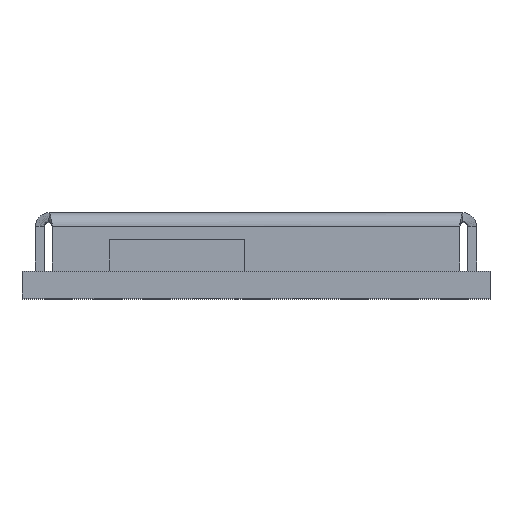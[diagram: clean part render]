
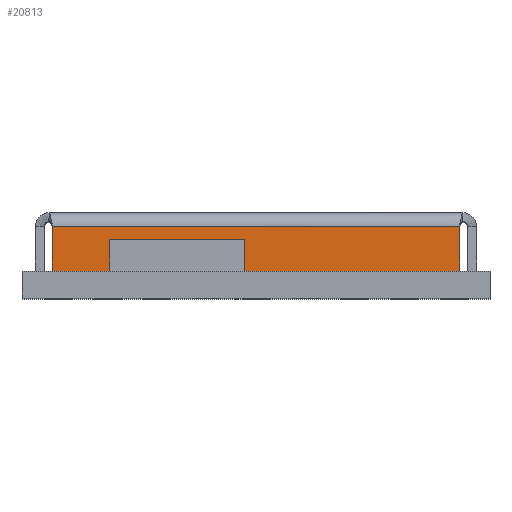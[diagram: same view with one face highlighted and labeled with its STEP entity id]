
A CAD part, top view. The second image highlights one B-rep face of the part: STEP entity #20813.
In plain terms, the highlighted planar face has unit normal (0, 0, 1).
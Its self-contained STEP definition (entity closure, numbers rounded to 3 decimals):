
#349 = DIRECTION ( 'NONE',  ( 0., 0., 1. ) ) ;
#1198 = EDGE_CURVE ( 'NONE', #11812, #12519, #15799, .T. ) ;
#1235 = VERTEX_POINT ( 'NONE', #22774 ) ;
#1373 = CARTESIAN_POINT ( 'NONE',  ( 0., 1.6, 6.75 ) ) ;
#2100 = DIRECTION ( 'NONE',  ( 0., 1., 0. ) ) ;
#2789 = CARTESIAN_POINT ( 'NONE',  ( -0.25, 0.6, 6.75 ) ) ;
#3088 = CARTESIAN_POINT ( 'NONE',  ( -4.523, 0.6, 6.75 ) ) ;
#3323 = ORIENTED_EDGE ( 'NONE', *, *, #17196, .F. ) ;
#3638 = LINE ( 'NONE', #18352, #22089 ) ;
#3812 = VERTEX_POINT ( 'NONE', #9807 ) ;
#4043 = EDGE_CURVE ( 'NONE', #1235, #17313, #16976, .T. ) ;
#4113 = ORIENTED_EDGE ( 'NONE', *, *, #22912, .T. ) ;
#5866 = CARTESIAN_POINT ( 'NONE',  ( -4.523, 1.7, 6.75 ) ) ;
#8319 = DIRECTION ( 'NONE',  ( -1., 0., 0. ) ) ;
#8454 = DIRECTION ( 'NONE',  ( 0., 1., 0. ) ) ;
#8810 = ORIENTED_EDGE ( 'NONE', *, *, #4043, .F. ) ;
#8967 = CARTESIAN_POINT ( 'NONE',  ( -3.25, 0.6, 6.75 ) ) ;
#9009 = ORIENTED_EDGE ( 'NONE', *, *, #18848, .F. ) ;
#9807 = CARTESIAN_POINT ( 'NONE',  ( -0.25, 1.3, 6.75 ) ) ;
#9834 = DIRECTION ( 'NONE',  ( -1., 0., 0. ) ) ;
#10354 = VERTEX_POINT ( 'NONE', #3088 ) ;
#10532 = EDGE_CURVE ( 'NONE', #10614, #3812, #18330, .T. ) ;
#10614 = VERTEX_POINT ( 'NONE', #2789 ) ;
#11222 = VECTOR ( 'NONE', #2100, 1000. ) ;
#11236 = CARTESIAN_POINT ( 'NONE',  ( 4.523, 1.6, 6.75 ) ) ;
#11812 = VERTEX_POINT ( 'NONE', #11236 ) ;
#12393 = CARTESIAN_POINT ( 'NONE',  ( -4.523, 1.6, 6.75 ) ) ;
#12516 = CARTESIAN_POINT ( 'NONE',  ( -3.25, 0.6, 6.75 ) ) ;
#12519 = VERTEX_POINT ( 'NONE', #12393 ) ;
#12623 = LINE ( 'NONE', #24951, #14940 ) ;
#14043 = LINE ( 'NONE', #5866, #25970 ) ;
#14912 = CARTESIAN_POINT ( 'NONE',  ( 0., 0., 6.75 ) ) ;
#14940 = VECTOR ( 'NONE', #16980, 1000. ) ;
#15799 = LINE ( 'NONE', #1373, #23717 ) ;
#16158 = DIRECTION ( 'NONE',  ( 0., 1., 0. ) ) ;
#16717 = DIRECTION ( 'NONE',  ( -1., 0., 0. ) ) ;
#16954 = DIRECTION ( 'NONE',  ( 0., -1., 0. ) ) ;
#16976 = LINE ( 'NONE', #8967, #17349 ) ;
#16980 = DIRECTION ( 'NONE',  ( -1., 0., 0. ) ) ;
#17196 = EDGE_CURVE ( 'NONE', #17313, #10354, #22781, .T. ) ;
#17313 = VERTEX_POINT ( 'NONE', #12516 ) ;
#17349 = VECTOR ( 'NONE', #21100, 1000. ) ;
#17544 = ORIENTED_EDGE ( 'NONE', *, *, #10532, .F. ) ;
#18245 = EDGE_CURVE ( 'NONE', #10354, #12519, #14043, .T. ) ;
#18330 = LINE ( 'NONE', #20790, #11222 ) ;
#18352 = CARTESIAN_POINT ( 'NONE',  ( 4.523, 0., 6.75 ) ) ;
#18848 = EDGE_CURVE ( 'NONE', #3812, #1235, #23440, .T. ) ;
#18923 = CARTESIAN_POINT ( 'NONE',  ( -3.25, 1.3, 6.75 ) ) ;
#18965 = VECTOR ( 'NONE', #16717, 1000. ) ;
#19086 = EDGE_LOOP ( 'NONE', ( #8810, #9009, #17544, #25123, #4113, #26233, #23549, #3323 ) ) ;
#19161 = PLANE ( 'NONE',  #26003 ) ;
#20724 = CARTESIAN_POINT ( 'NONE',  ( -4.9, 0.6, 6.75 ) ) ;
#20790 = CARTESIAN_POINT ( 'NONE',  ( -0.25, 0.6, 6.75 ) ) ;
#20813 = ADVANCED_FACE ( 'NONE', ( #25204 ), #19161, .T. ) ;
#21100 = DIRECTION ( 'NONE',  ( 0., -1., 0. ) ) ;
#22089 = VECTOR ( 'NONE', #16158, 1000. ) ;
#22774 = CARTESIAN_POINT ( 'NONE',  ( -3.25, 1.3, 6.75 ) ) ;
#22781 = LINE ( 'NONE', #20724, #24596 ) ;
#22912 = EDGE_CURVE ( 'NONE', #23938, #11812, #3638, .T. ) ;
#23130 = CARTESIAN_POINT ( 'NONE',  ( 4.523, 0.6, 6.75 ) ) ;
#23440 = LINE ( 'NONE', #18923, #18965 ) ;
#23549 = ORIENTED_EDGE ( 'NONE', *, *, #18245, .F. ) ;
#23717 = VECTOR ( 'NONE', #9834, 1000. ) ;
#23938 = VERTEX_POINT ( 'NONE', #23130 ) ;
#24596 = VECTOR ( 'NONE', #8319, 1000. ) ;
#24951 = CARTESIAN_POINT ( 'NONE',  ( -4.9, 0.6, 6.75 ) ) ;
#25123 = ORIENTED_EDGE ( 'NONE', *, *, #26728, .F. ) ;
#25204 = FACE_OUTER_BOUND ( 'NONE', #19086, .T. ) ;
#25970 = VECTOR ( 'NONE', #8454, 1000. ) ;
#26003 = AXIS2_PLACEMENT_3D ( 'NONE', #14912, #349, #16954 ) ;
#26233 = ORIENTED_EDGE ( 'NONE', *, *, #1198, .T. ) ;
#26728 = EDGE_CURVE ( 'NONE', #23938, #10614, #12623, .T. ) ;
